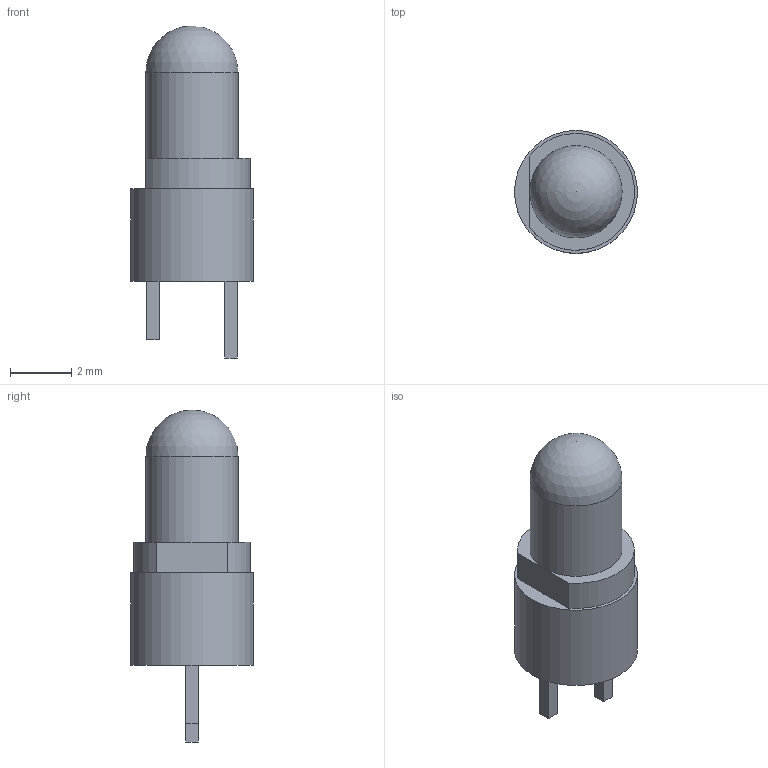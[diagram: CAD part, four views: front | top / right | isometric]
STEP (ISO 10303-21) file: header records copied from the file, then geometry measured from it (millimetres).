
FILE_DESCRIPTION(/* description */ ('FreeCAD Model'),/* implementation_level */ '2;1');
FILE_NAME(/* name */ 'LED_D3.0mm_spacer_blue.step',/* time_stamp */ '2024-11-06T19:07:47+08:00',/* author */ (''),/* organization */ (''),/* preprocessor_version */ 'ST-DEVELOPER v20',/* originating_system */ 'Autodesk Translation Framework v13.20.0.188',/* authorisation */ '');
FILE_SCHEMA (('AUTOMOTIVE_DESIGN { 1 0 10303 214 3 1 1 }'));
Length unit declared in the file: millimetre
Products named in the file (1): LED_D3.0mm
Bounding box: 4 x 4 x 10.8 mm (x, y, z)
Volume: 61.7 mm3; surface area: 168.8 mm2
Topology: 2 solids, 2 shells, 24 faces, 59 edges, 38 vertices
Faces by surface type: plane 16, cylinder 7, sphere 1
Full cylindrical faces by diameter (mm): 0.5 x2, 3 x1, 4 x1
Entity records: 761 total; most frequent: DIRECTION 125, CARTESIAN_POINT 118, ORIENTED_EDGE 112, EDGE_CURVE 56, AXIS2_PLACEMENT_3D 44, LINE 37, VECTOR 37, VERTEX_POINT 37
